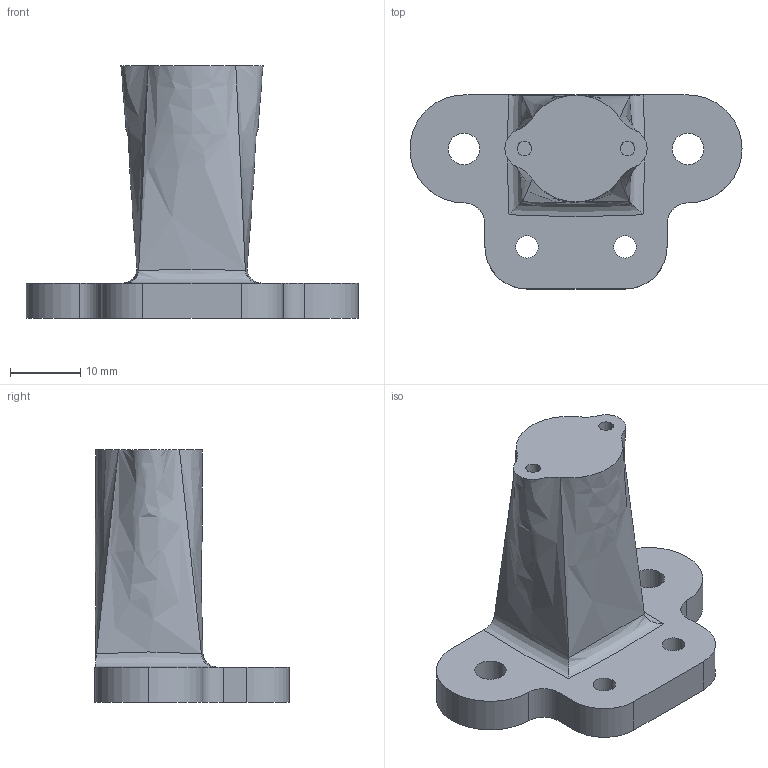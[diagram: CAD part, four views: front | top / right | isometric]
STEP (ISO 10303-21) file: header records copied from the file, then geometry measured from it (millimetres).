
FILE_DESCRIPTION (( 'STEP AP214' ), '1' );
FILE_NAME ('caster_bracket_front.STEP', '2024-08-29T19:07:50', ( '' ), ( '' ), 'SwSTEP 2.0', 'SolidWorks 2022', '' );
FILE_SCHEMA (( 'AUTOMOTIVE_DESIGN' ));
Length unit declared in the file: millimetre
Products named in the file (1): caster_bracket_front
Bounding box: 47.4 x 27.7 x 36 mm (x, y, z)
Volume: 11604.6 mm3; surface area: 4581.9 mm2
Topology: 1 solids, 1 shells, 35 faces, 97 edges, 66 vertices
Faces by surface type: cylinder 19, plane 9, bspline 7
Entity records: 1676 total; most frequent: CARTESIAN_POINT 728, ORIENTED_EDGE 194, DIRECTION 187, EDGE_CURVE 97, AXIS2_PLACEMENT_3D 75, VERTEX_POINT 66, CIRCLE 46, EDGE_LOOP 45
